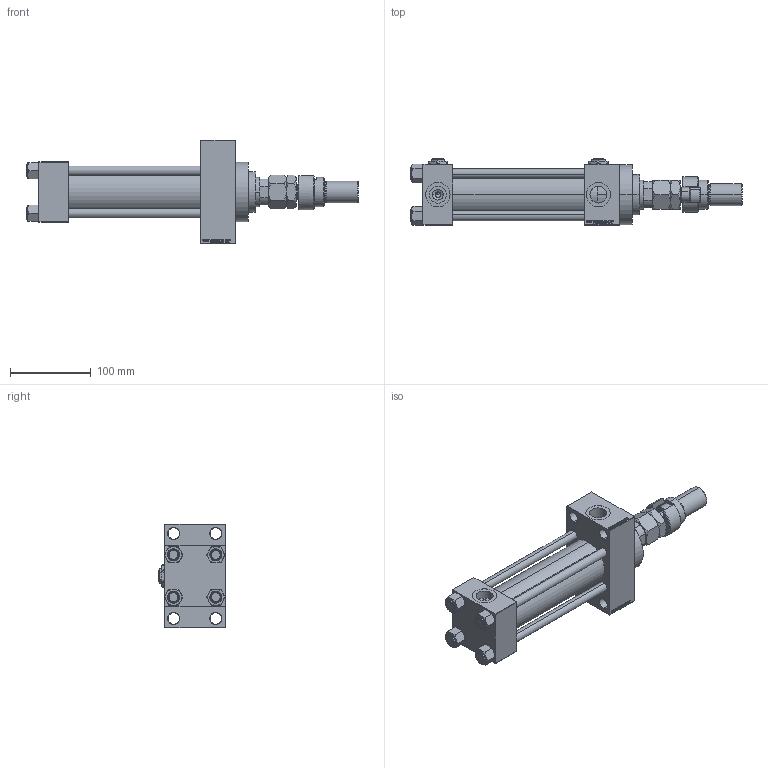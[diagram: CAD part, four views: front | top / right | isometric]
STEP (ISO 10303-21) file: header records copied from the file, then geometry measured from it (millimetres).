
FILE_DESCRIPTION (( 'STEP AP203' ), '1' );
FILE_NAME ('8fcc.STEP', '2022-09-14T00:31:36', ( '' ), ( '' ), 'SwSTEP 2.0', 'SolidWorks 2019', '' );
FILE_SCHEMA (( 'CONFIG_CONTROL_DESIGN' ));
Length unit declared in the file: millimetre
Products named in the file (10): DFA fe1bed71452d62de57ae56d26c13e4c0; V215_VC_A fe1bed71452d62de57ae56d26c13e4c0; 8fcc; FEMALE_PART_FOR_DFA fe1bed71452d62de57ae56d26c13e4c0; V215CR_VCP_D fe1bed71452d62de57ae56d26c13e4c0; V215CR_D_Body fe1bed71452d62de57ae56d26c13e4c0; V215CR_D_TYCINKA fe1bed71452d62de57ae56d26c13e4c0; NUT_M5_D fe1bed71452d62de57ae56d26c13e4c0; Zatka_pro_OIL_PORT fe1bed71452d62de57ae56d26c13e4c0; MFA fe1bed71452d62de57ae56d26c13e4c0
Assembly tree (16 placements, depth 3):
  8fcc
    V215CR_D_Body fe1bed71452d62de57ae56d26c13e4c0
    V215CR_VCP_D fe1bed71452d62de57ae56d26c13e4c0
    NUT_M5_D fe1bed71452d62de57ae56d26c13e4c0  x4
    V215CR_D_TYCINKA fe1bed71452d62de57ae56d26c13e4c0  x4
    V215_VC_A fe1bed71452d62de57ae56d26c13e4c0
    DFA fe1bed71452d62de57ae56d26c13e4c0
      FEMALE_PART_FOR_DFA fe1bed71452d62de57ae56d26c13e4c0
      MFA fe1bed71452d62de57ae56d26c13e4c0
    Zatka_pro_OIL_PORT fe1bed71452d62de57ae56d26c13e4c0  x2
Bounding box: 410.5 x 82.27 x 128 mm (x, y, z)
Volume: 1118193.1 mm3; surface area: 263507.2 mm2
Topology: 15 solids, 15 shells, 1299 faces, 3192 edges, 2042 vertices
Faces by surface type: plane 577, bspline 368, cone 226, cylinder 116, torus 12
Entity records: 52464 total; most frequent: CARTESIAN_POINT 26556, ORIENTED_EDGE 5684, DIRECTION 3884, EDGE_CURVE 2842, VERTEX_POINT 1840, LINE 1616, VECTOR 1616, EDGE_LOOP 1278
